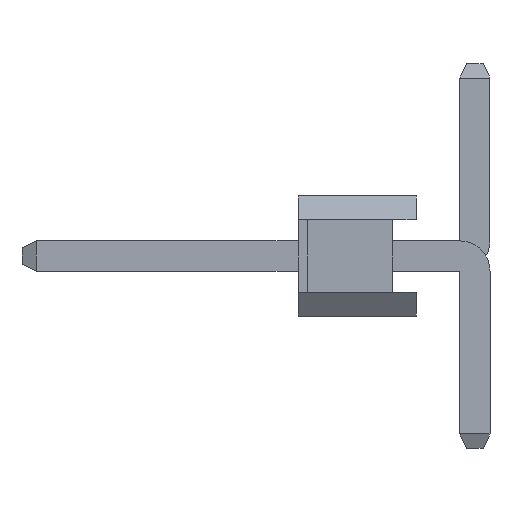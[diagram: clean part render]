
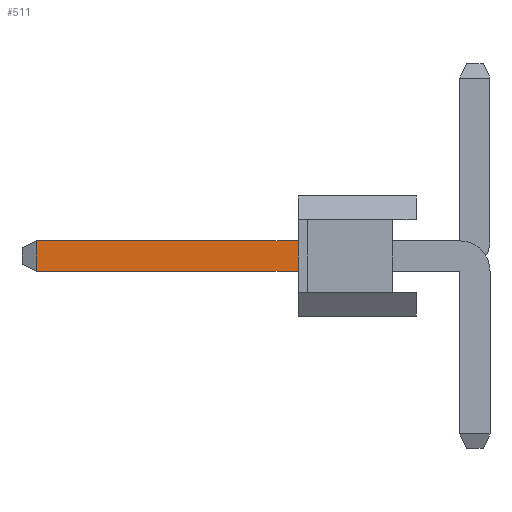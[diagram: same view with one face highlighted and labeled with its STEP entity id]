
A CAD part, left-side view. The second image highlights one B-rep face of the part: STEP entity #511.
In plain terms, the highlighted planar face has unit normal (-1, 0, 0).
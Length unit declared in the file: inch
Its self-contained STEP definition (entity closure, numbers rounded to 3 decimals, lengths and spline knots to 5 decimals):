
#511 = ADVANCED_FACE ( 'NONE', ( #3092 ), #2985, .T. ) ;
#826 = CARTESIAN_POINT ( 'NONE',  ( 8.99797, 14.9808, -0.07992 ) ) ;
#869 = ORIENTED_EDGE ( 'NONE', *, *, #5262, .T. ) ;
#1377 = DIRECTION ( 'NONE',  ( 0., -1., 0. ) ) ;
#1514 = LINE ( 'NONE', #826, #5519 ) ;
#1668 = CARTESIAN_POINT ( 'NONE',  ( 8.99797, 14.9808, -0.21457 ) ) ;
#1768 = VERTEX_POINT ( 'NONE', #7036 ) ;
#1814 = ORIENTED_EDGE ( 'NONE', *, *, #3543, .T. ) ;
#2402 = CARTESIAN_POINT ( 'NONE',  ( 8.99797, 14.9808, -0.21457 ) ) ;
#2767 = LINE ( 'NONE', #6809, #5494 ) ;
#2771 = CARTESIAN_POINT ( 'NONE',  ( 8.99797, 14.9556, 0.13819 ) ) ;
#2985 = PLANE ( 'NONE',  #3652 ) ;
#3067 = VERTEX_POINT ( 'NONE', #6379 ) ;
#3092 = FACE_OUTER_BOUND ( 'NONE', #5563, .T. ) ;
#3297 = DIRECTION ( 'NONE',  ( -1., 0., 0. ) ) ;
#3416 = DIRECTION ( 'NONE',  ( 0., 0., 1. ) ) ;
#3543 = EDGE_CURVE ( 'NONE', #1768, #5489, #1514, .T. ) ;
#3652 = AXIS2_PLACEMENT_3D ( 'NONE', #2402, #3297, #3416 ) ;
#3663 = EDGE_CURVE ( 'NONE', #5296, #3067, #4843, .T. ) ;
#4172 = DIRECTION ( 'NONE',  ( 0., 1., 0. ) ) ;
#4297 = ORIENTED_EDGE ( 'NONE', *, *, #3663, .T. ) ;
#4390 = DIRECTION ( 'NONE',  ( 0., 0., -1. ) ) ;
#4699 = ORIENTED_EDGE ( 'NONE', *, *, #6548, .T. ) ;
#4843 = LINE ( 'NONE', #5246, #6291 ) ;
#5187 = VECTOR ( 'NONE', #4390, 39.37008 ) ;
#5246 = CARTESIAN_POINT ( 'NONE',  ( 8.99797, 14.9808, 0.13819 ) ) ;
#5262 = EDGE_CURVE ( 'NONE', #3067, #1768, #5351, .T. ) ;
#5296 = VERTEX_POINT ( 'NONE', #2771 ) ;
#5351 = LINE ( 'NONE', #1668, #5187 ) ;
#5489 = VERTEX_POINT ( 'NONE', #6466 ) ;
#5494 = VECTOR ( 'NONE', #6261, 39.37008 ) ;
#5519 = VECTOR ( 'NONE', #1377, 39.37008 ) ;
#5563 = EDGE_LOOP ( 'NONE', ( #869, #1814, #4699, #4297 ) ) ;
#6261 = DIRECTION ( 'NONE',  ( 0., 0., 1. ) ) ;
#6291 = VECTOR ( 'NONE', #4172, 39.37008 ) ;
#6379 = CARTESIAN_POINT ( 'NONE',  ( 8.99797, 14.9808, 0.13819 ) ) ;
#6466 = CARTESIAN_POINT ( 'NONE',  ( 8.99797, 14.9556, -0.07992 ) ) ;
#6548 = EDGE_CURVE ( 'NONE', #5489, #5296, #2767, .T. ) ;
#6809 = CARTESIAN_POINT ( 'NONE',  ( 8.99797, 14.9556, -0.21457 ) ) ;
#7036 = CARTESIAN_POINT ( 'NONE',  ( 8.99797, 14.9808, -0.07992 ) ) ;
